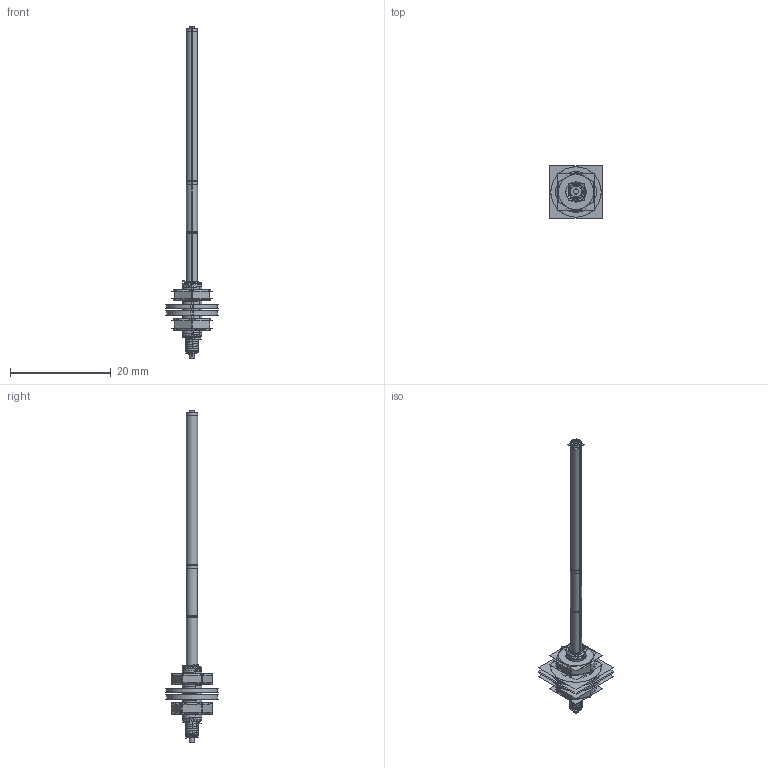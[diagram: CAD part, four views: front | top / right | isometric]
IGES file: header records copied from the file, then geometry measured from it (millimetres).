
Start section:  PTC IGES file: 161890.igs
Global section: file name: 161890.igs; native system: Creo Parametric by Parametric Technology Corporation; preprocessor: 2013230; author: pdmadmin; organization: Unknown; date: 20160105.115210; units: millimetre
Bounding box: 10.52 x 10.52 x 66 mm (x, y, z)
Volume: 474.8 mm3; surface area: 11303.6 mm2
Topology: 7 solids, 8 shells, 658 faces, 3506 edges, 4539 vertices
Faces by surface type: revolution 486, bspline 172
